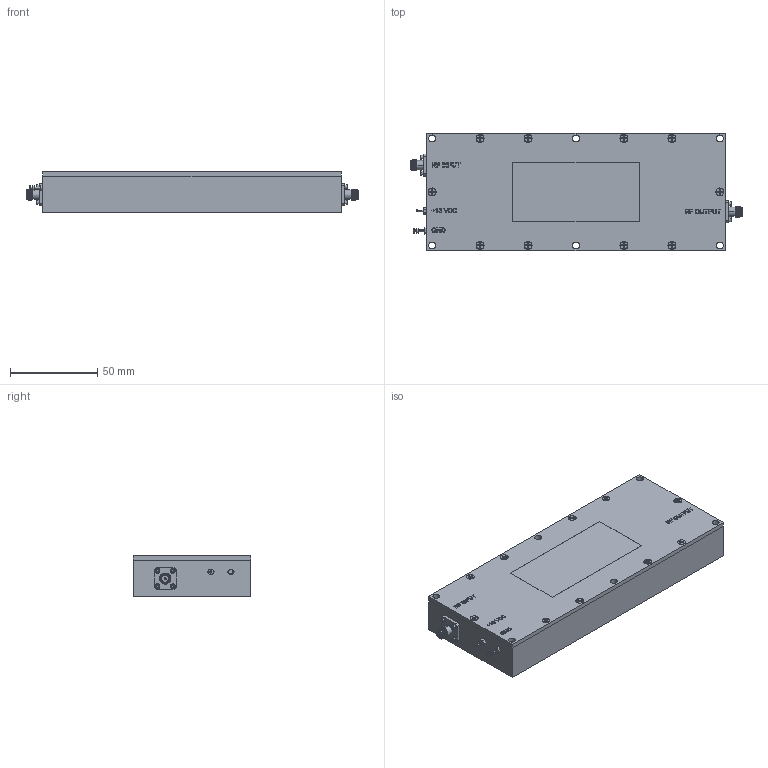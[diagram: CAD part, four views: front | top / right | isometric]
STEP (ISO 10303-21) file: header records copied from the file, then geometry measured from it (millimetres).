
FILE_DESCRIPTION (( 'STEP AP214' ), '1' );
FILE_NAME ('FMAM5036_3D.step', '2024-07-16T22:43:38', ( '' ), ( '' ), 'SwSTEP 2.0', 'SolidWorks 2022', '' );
FILE_SCHEMA (( 'AUTOMOTIVE_DESIGN' ));
Length unit declared in the file: inch
Products named in the file (1): FMAM5036_3D
Bounding box: 189.84 x 67.31 x 23.25 mm (x, y, z)
Volume: 265748.7 mm3; surface area: 37372.7 mm2
Topology: 1 solids, 9 shells, 1224 faces, 3089 edges, 2009 vertices
Faces by surface type: plane 571, cylinder 280, cone 214, bspline 155, torus 4
Entity records: 60153 total; most frequent: CARTESIAN_POINT 32737, ORIENTED_EDGE 6178, DIRECTION 4934, EDGE_CURVE 3089, VERTEX_POINT 2009, AXIS2_PLACEMENT_3D 1742, LINE 1450, VECTOR 1450
